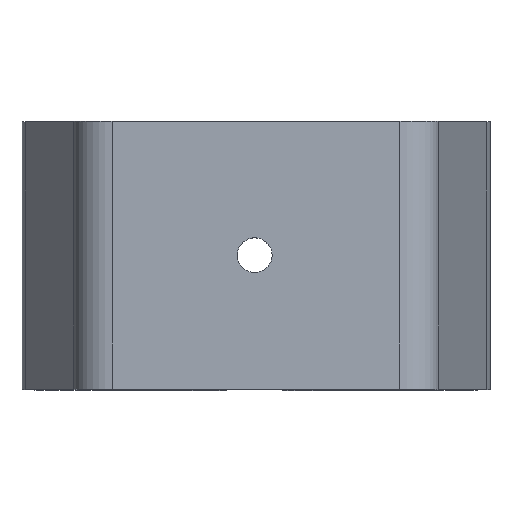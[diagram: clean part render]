
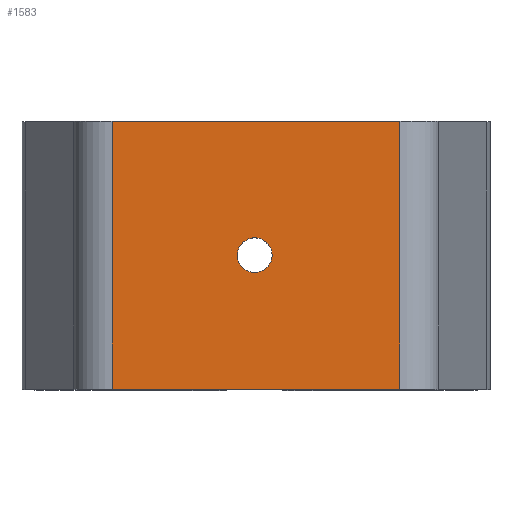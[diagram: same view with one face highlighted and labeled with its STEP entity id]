
A CAD part, top view. The second image highlights one B-rep face of the part: STEP entity #1583.
In plain terms, the highlighted planar face has unit normal (0, 0, 1).
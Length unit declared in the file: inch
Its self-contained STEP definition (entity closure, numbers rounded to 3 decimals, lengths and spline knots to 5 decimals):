
#15=DIRECTION('',(1.,0.,0.));
#16=VECTOR('',#15,21.50053);
#17=CARTESIAN_POINT('',(-10.65284,-10.,22.44105));
#18=LINE('',#17,#16);
#439=DIRECTION('',(1.,0.,0.));
#440=VECTOR('',#439,21.50053);
#441=CARTESIAN_POINT('',(-10.65284,10.,22.44105));
#442=LINE('',#441,#440);
#645=DIRECTION('',(0.,1.,0.));
#646=VECTOR('',#645,20.);
#647=CARTESIAN_POINT('',(10.84769,-10.,22.44105));
#648=LINE('',#647,#646);
#649=DIRECTION('',(0.,1.,0.));
#650=VECTOR('',#649,20.);
#651=CARTESIAN_POINT('',(-10.65284,-10.,22.44105));
#652=LINE('',#651,#650);
#653=CARTESIAN_POINT('',(0.,0.,22.44105));
#654=DIRECTION('',(0.,0.,1.));
#655=DIRECTION('',(0.,-1.,0.));
#656=AXIS2_PLACEMENT_3D('',#653,#654,#655);
#658=CARTESIAN_POINT('',(0.,0.,22.44105));
#659=DIRECTION('',(0.,0.,1.));
#660=DIRECTION('',(0.,1.,0.));
#661=AXIS2_PLACEMENT_3D('',#658,#659,#660);
#685=CARTESIAN_POINT('',(-10.65284,-10.,22.44105));
#686=VERTEX_POINT('',#685);
#687=CARTESIAN_POINT('',(10.84769,-10.,22.44105));
#688=VERTEX_POINT('',#687);
#749=CARTESIAN_POINT('',(-10.65284,10.,22.44105));
#750=VERTEX_POINT('',#749);
#751=CARTESIAN_POINT('',(10.84769,10.,22.44105));
#752=VERTEX_POINT('',#751);
#807=CARTESIAN_POINT('',(0.,-1.3,22.44105));
#808=CARTESIAN_POINT('',(0.,1.3,22.44105));
#809=VERTEX_POINT('',#807);
#810=VERTEX_POINT('',#808);
#1565=CARTESIAN_POINT('',(-10.65284,-10.,22.44105));
#1566=DIRECTION('',(0.,0.,1.));
#1567=DIRECTION('',(1.,0.,0.));
#1568=AXIS2_PLACEMENT_3D('',#1565,#1566,#1567);
#1569=PLANE('',#1568);
#1570=ORIENTED_EDGE('',*,*,#868,.F.);
#1572=ORIENTED_EDGE('',*,*,#1571,.T.);
#1573=ORIENTED_EDGE('',*,*,#1223,.T.);
#1574=ORIENTED_EDGE('',*,*,#1558,.F.);
#1575=EDGE_LOOP('',(#1570,#1572,#1573,#1574));
#1576=FACE_OUTER_BOUND('',#1575,.F.);
#1578=ORIENTED_EDGE('',*,*,#1577,.T.);
#1580=ORIENTED_EDGE('',*,*,#1579,.T.);
#1581=EDGE_LOOP('',(#1578,#1580));
#1582=FACE_BOUND('',#1581,.F.);
#657=CIRCLE('',#656,1.3);
#662=CIRCLE('',#661,1.3);
#868=EDGE_CURVE('',#686,#688,#18,.T.);
#1223=EDGE_CURVE('',#750,#752,#442,.T.);
#1558=EDGE_CURVE('',#688,#752,#648,.T.);
#1571=EDGE_CURVE('',#686,#750,#652,.T.);
#1577=EDGE_CURVE('',#809,#810,#657,.T.);
#1579=EDGE_CURVE('',#810,#809,#662,.T.);
#1583=ADVANCED_FACE('',(#1576,#1582),#1569,.T.);
